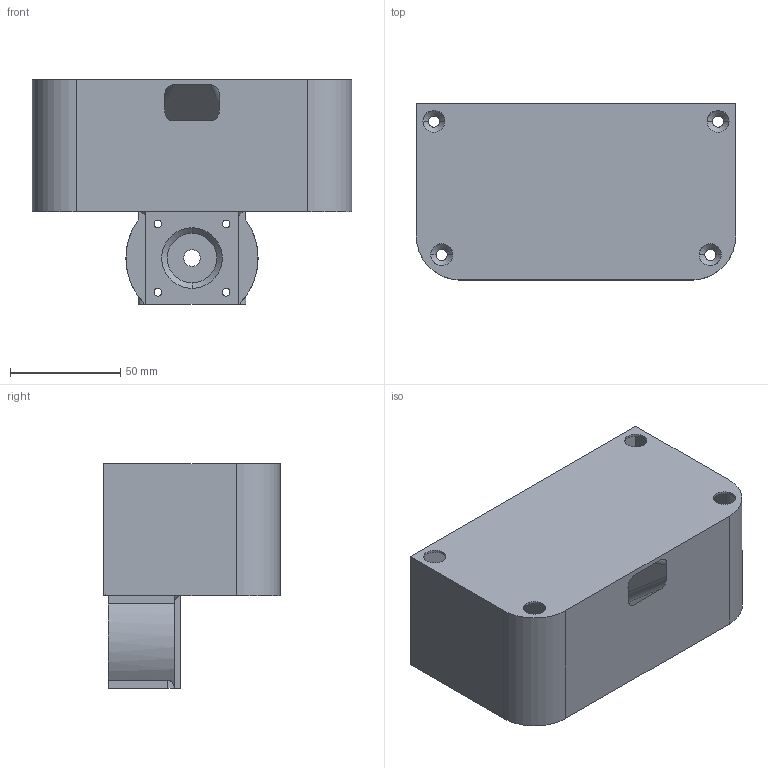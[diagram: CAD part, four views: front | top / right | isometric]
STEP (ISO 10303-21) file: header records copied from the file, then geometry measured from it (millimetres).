
FILE_DESCRIPTION (( 'STEP AP214' ), '1' );
FILE_NAME ('L.013.00.00.01 BodyBottom.STEP', '2024-10-10T06:14:53', ( '' ), ( '' ), 'SwSTEP 2.0', 'SolidWorks 2018', '' );
FILE_SCHEMA (( 'AUTOMOTIVE_DESIGN' ));
Length unit declared in the file: millimetre
Products named in the file (1): L.013.00.00.01 BodyBottom
Bounding box: 145 x 80 x 102 mm (x, y, z)
Volume: 174961 mm3; surface area: 98017.2 mm2
Topology: 1 solids, 1 shells, 246 faces, 650 edges, 398 vertices
Faces by surface type: plane 107, cylinder 94, cone 26, bspline 11, torus 6, sphere 2
Entity records: 7832 total; most frequent: CARTESIAN_POINT 1858, ORIENTED_EDGE 1296, DIRECTION 1199, EDGE_CURVE 648, AXIS2_PLACEMENT_3D 403, VERTEX_POINT 398, VECTOR 393, LINE 393
